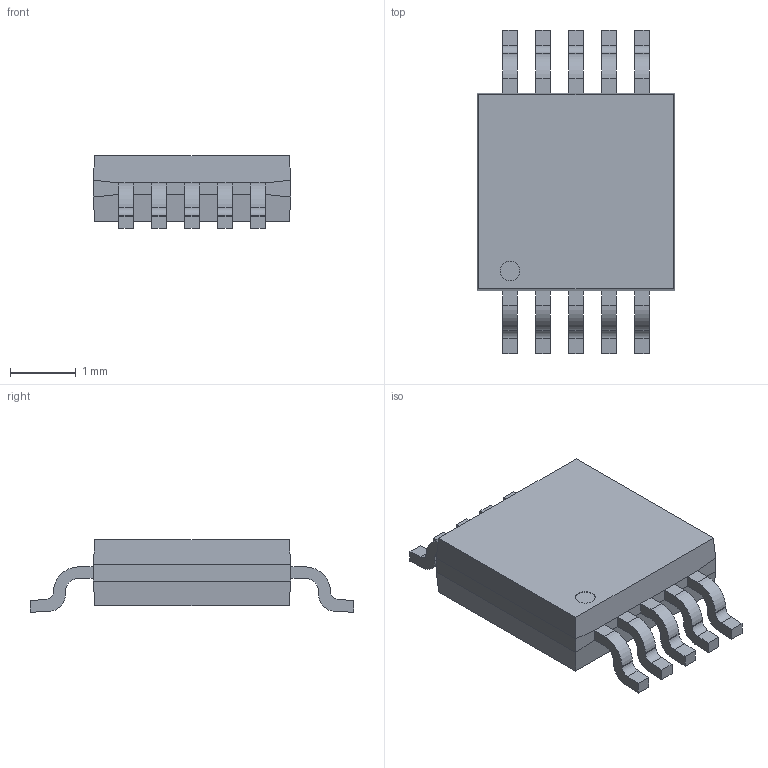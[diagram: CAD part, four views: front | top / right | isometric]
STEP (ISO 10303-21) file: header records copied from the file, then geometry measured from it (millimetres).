
FILE_DESCRIPTION(('FreeCAD Model'),'2;1');
FILE_NAME('SW3dPS-MSOP10.step','2017-06-05T12:56:48' ,('kicad StepUp'),('ksu MCAD'),'Open CASCADE STEP processor 6.8', 'FreeCAD','Unknown');
FILE_SCHEMA(('AUTOMOTIVE_DESIGN_CC2 { 1 2 10303 214 -1 1 5 4 }'));
Length unit declared in the file: millimetre
Products named in the file (2): ASSEMBLY; SW3dPS-MSOP10
Assembly tree (1 placements, depth 2):
  ASSEMBLY
    SW3dPS-MSOP10
Bounding box: 3 x 4.9 x 1.1 mm (x, y, z)
Volume: 9.4 mm3; surface area: 39.3 mm2
Topology: 1 solids, 1 shells, 157 faces, 414 edges, 260 vertices
Faces by surface type: plane 115, cylinder 42
Entity records: 5899 total; most frequent: CARTESIAN_POINT 833, ORIENTED_EDGE 828, DIRECTION 816, EDGE_CURVE 414, LINE 330, VECTOR 330, VERTEX_POINT 260, AXIS2_PLACEMENT_3D 243
